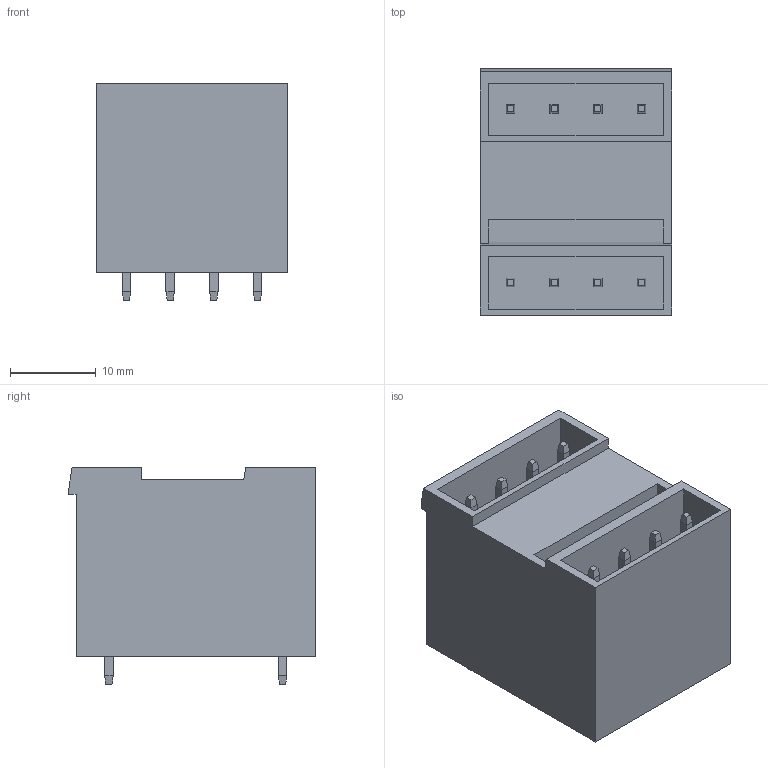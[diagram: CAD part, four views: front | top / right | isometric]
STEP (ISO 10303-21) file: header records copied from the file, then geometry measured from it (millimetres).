
FILE_DESCRIPTION(('CATIA V5 STEP Exchange','CAx-IF Rec.Pracs.--- Model Styling and Organization---1.2---2011-12-15'),'2;1');
FILE_NAME ('D1453124_0_1602410000_1602410000.stp','2018-11-03T07:00:38+00:00',('none'),('Weidmueller'),'CATIA Version 5-6 Release 2014','CATIA V5 STEP AP214','none');
FILE_SCHEMA(('AUTOMOTIVE_DESIGN { 1 0 10303 214 1 1 1 1 }'));
Length unit declared in the file: millimetre
Products named in the file (1): 1602410000
Bounding box: 22.32 x 28.68 x 25.2 mm (x, y, z)
Volume: 7071.6 mm3; surface area: 7213.9 mm2
Topology: 9 solids, 9 shells, 178 faces, 410 edges, 252 vertices
Faces by surface type: plane 178
Entity records: 4438 total; most frequent: CARTESIAN_POINT 820, ORIENTED_EDGE 820, DIRECTION 532, EDGE_CURVE 410, VECTOR 346, LINE 346, VERTEX_POINT 252, EDGE_LOOP 196
